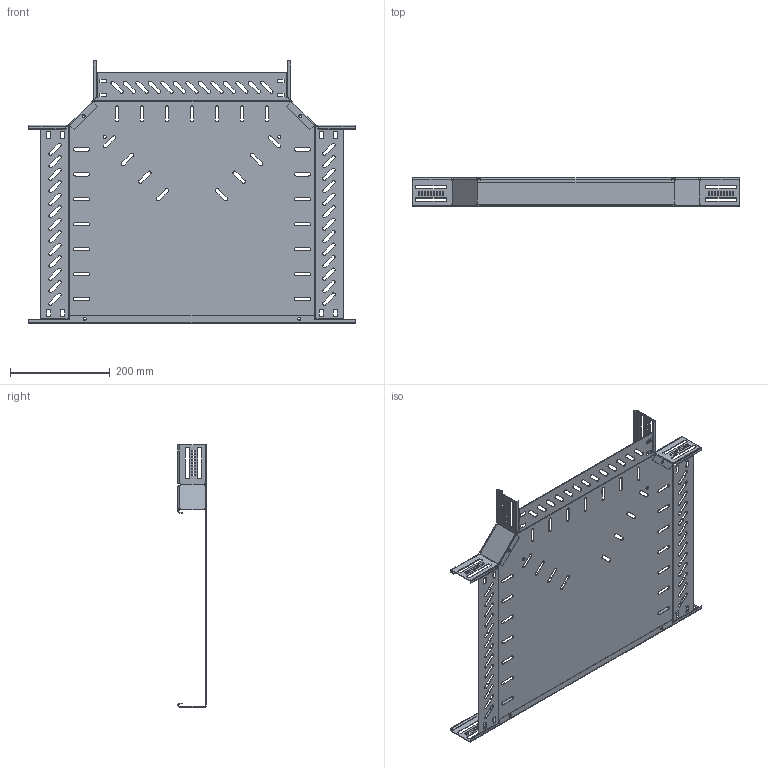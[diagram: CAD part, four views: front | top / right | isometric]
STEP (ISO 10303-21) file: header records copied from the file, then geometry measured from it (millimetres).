
FILE_DESCRIPTION (( 'STEP AP214' ), '1' );
FILE_NAME ('6038186.STEP', '2024-10-25T13:04:28', ( '' ), ( '' ), 'SwSTEP 2.0', 'SolidWorks 2024', '' );
FILE_SCHEMA (( 'AUTOMOTIVE_DESIGN' ));
Length unit declared in the file: millimetre
Products named in the file (4): 172093_400; 167655_60x90°; 6038186; 172072_400
Assembly tree (4 placements, depth 2):
  6038186
    172072_400
    167655_60x90°  x2
    172093_400
Bounding box: 654 x 57 x 524.99 mm (x, y, z)
Volume: 365839.3 mm3; surface area: 706753.5 mm2
Topology: 4 solids, 4 shells, 992 faces, 2808 edges, 1824 vertices
Faces by surface type: plane 618, cylinder 358, bspline 16
Entity records: 27361 total; most frequent: CARTESIAN_POINT 5173, ORIENTED_EDGE 4640, DIRECTION 4466, EDGE_CURVE 2320, VECTOR 1632, LINE 1632, VERTEX_POINT 1520, AXIS2_PLACEMENT_3D 1417
